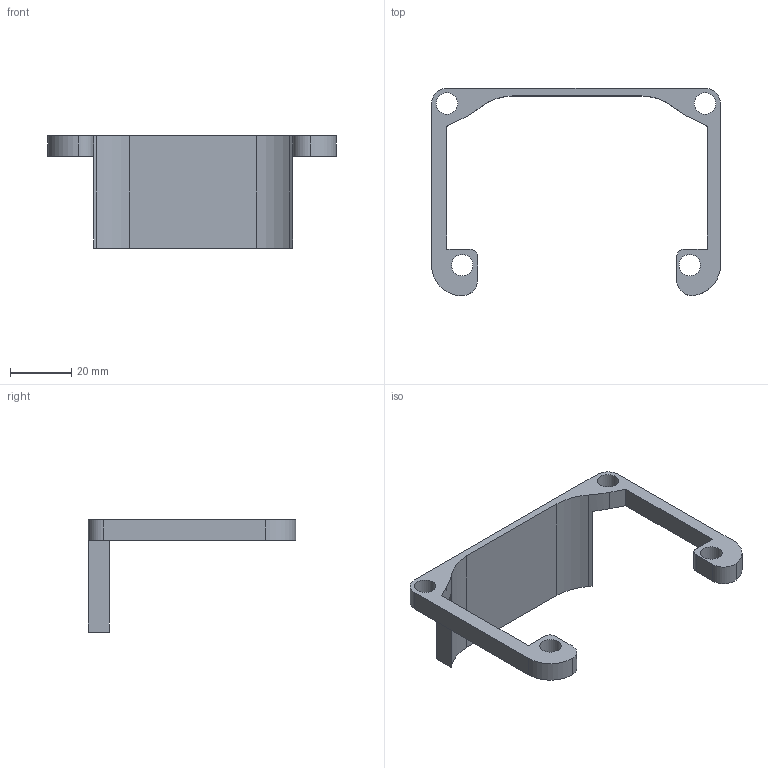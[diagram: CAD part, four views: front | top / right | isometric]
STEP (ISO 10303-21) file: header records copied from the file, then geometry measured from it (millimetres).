
FILE_DESCRIPTION(/* description */ ('KiCad electronic assembly'),/* implementation_level */ '2;1');
FILE_NAME(/* name */ 'AsylumWeatherStation_Case v1.step',/* time_stamp */ '2024-12-23T22:15:06-05:00',/* author */ (''),/* organization */ (''),/* preprocessor_version */ 'ST-DEVELOPER v20',/* originating_system */ 'Autodesk Translation Framework v13.20.0.188',/* authorisation */ '');
FILE_SCHEMA (('AUTOMOTIVE_DESIGN { 1 0 10303 214 3 1 1 }'));
Length unit declared in the file: millimetre
Products named in the file (2): AsylumWeatherStation 1; AsylumWeatherStation_PCB
Assembly tree (1 placements, depth 2):
  AsylumWeatherStation 1
    AsylumWeatherStation_PCB
Bounding box: 94.25 x 67.75 x 36.6 mm (x, y, z)
Volume: 13157.1 mm3; surface area: 10206.9 mm2
Topology: 1 solids, 1 shells, 38 faces, 108 edges, 72 vertices
Faces by surface type: cylinder 20, plane 18
Full cylindrical faces by diameter (mm): 7 x8
Entity records: 1330 total; most frequent: DIRECTION 232, CARTESIAN_POINT 221, ORIENTED_EDGE 216, EDGE_CURVE 108, AXIS2_PLACEMENT_3D 83, VERTEX_POINT 72, LINE 66, VECTOR 66
